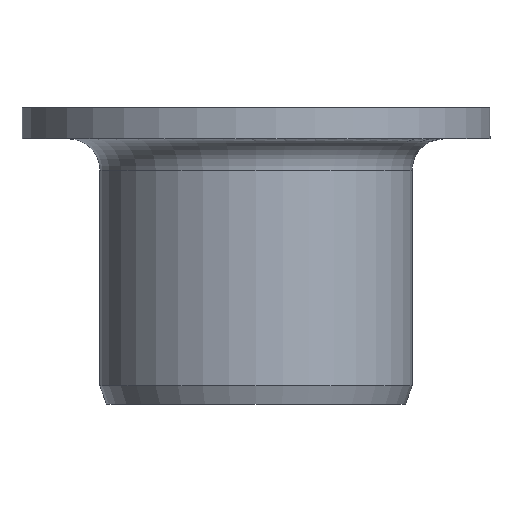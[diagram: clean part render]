
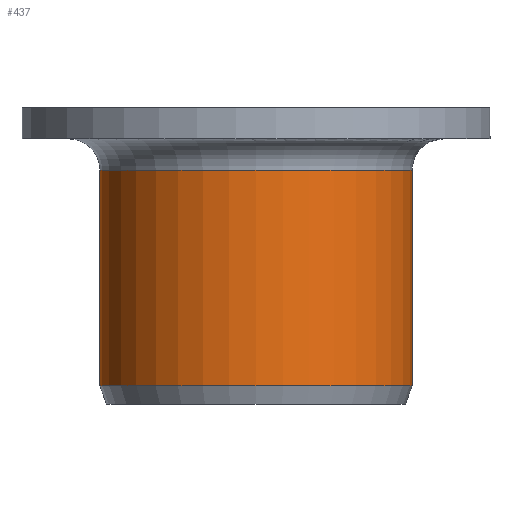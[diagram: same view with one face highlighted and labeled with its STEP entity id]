
A CAD part, left-side view. The second image highlights one B-rep face of the part: STEP entity #437.
In plain terms, the highlighted cylindrical face has radius 5 mm (diameter 10 mm), a partial arc.
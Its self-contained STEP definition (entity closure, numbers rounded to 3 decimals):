
#117=DIRECTION('',(0.,0.,-1.));
#118=VECTOR('',#117,6.9);
#119=CARTESIAN_POINT('',(0.,5.,-2.));
#120=LINE('',#119,#118);
#121=DIRECTION('',(0.,0.,-1.));
#122=VECTOR('',#121,6.9);
#123=CARTESIAN_POINT('',(0.,-5.,-2.));
#124=LINE('',#123,#122);
#147=CARTESIAN_POINT('',(0.,0.,-2.));
#148=DIRECTION('',(0.,0.,-1.));
#149=DIRECTION('',(0.,-1.,0.));
#150=AXIS2_PLACEMENT_3D('',#147,#148,#149);
#152=CARTESIAN_POINT('',(0.,0.,-8.9));
#153=DIRECTION('',(0.,0.,-1.));
#154=DIRECTION('',(0.,-1.,0.));
#155=AXIS2_PLACEMENT_3D('',#152,#153,#154);
#216=CARTESIAN_POINT('',(0.,-5.,-2.));
#217=CARTESIAN_POINT('',(0.,-5.,-8.9));
#218=VERTEX_POINT('',#216);
#219=VERTEX_POINT('',#217);
#228=CARTESIAN_POINT('',(0.,5.,-2.));
#229=CARTESIAN_POINT('',(0.,5.,-8.9));
#230=VERTEX_POINT('',#228);
#231=VERTEX_POINT('',#229);
#425=CARTESIAN_POINT('',(0.,0.,0.475));
#426=DIRECTION('',(0.,0.,-1.));
#427=DIRECTION('',(0.,-1.,0.));
#428=AXIS2_PLACEMENT_3D('',#425,#426,#427);
#429=CYLINDRICAL_SURFACE('',#428,5.);
#430=ORIENTED_EDGE('',*,*,#393,.T.);
#432=ORIENTED_EDGE('',*,*,#431,.T.);
#433=ORIENTED_EDGE('',*,*,#389,.F.);
#434=ORIENTED_EDGE('',*,*,#374,.F.);
#435=EDGE_LOOP('',(#430,#432,#433,#434));
#436=FACE_OUTER_BOUND('',#435,.F.);
#437=ADVANCED_FACE('',(#436),#429,.T.);
#151=CIRCLE('',#150,5.);
#156=CIRCLE('',#155,5.);
#374=EDGE_CURVE('',#218,#230,#151,.T.);
#389=EDGE_CURVE('',#230,#231,#120,.T.);
#393=EDGE_CURVE('',#218,#219,#124,.T.);
#431=EDGE_CURVE('',#219,#231,#156,.T.);
